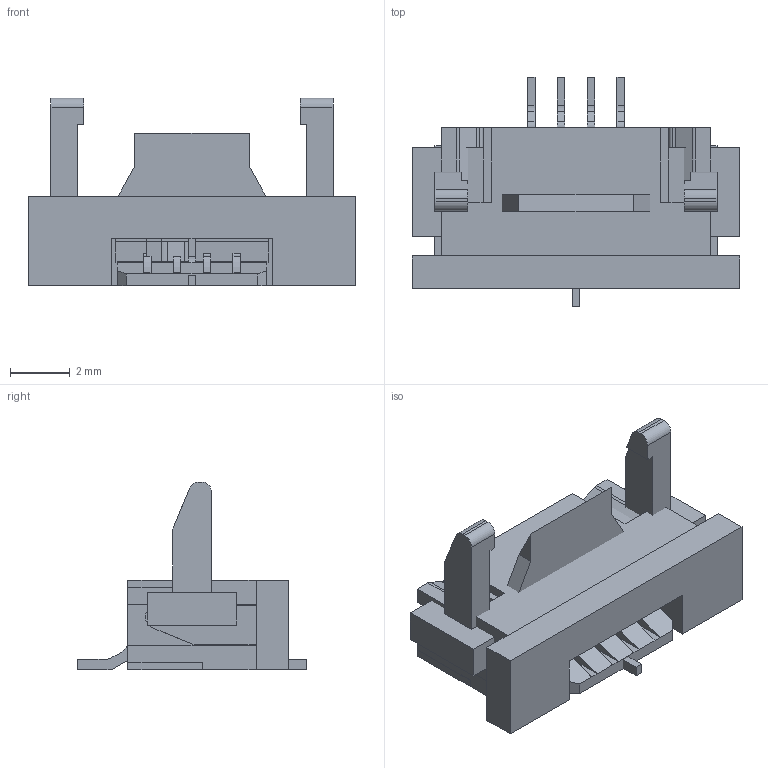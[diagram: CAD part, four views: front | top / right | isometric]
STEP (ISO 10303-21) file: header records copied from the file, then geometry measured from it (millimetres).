
FILE_DESCRIPTION( ( 'Unknown' ), '1' );
FILE_NAME( '68610414422.stp', 'Unknown', ( 'Unknown' ), ( 'Unknown' ), 'XStep 1.0', 'Unknown', ' ' );
FILE_SCHEMA( ( 'automotive_design' ) );
Length unit declared in the file: millimetre
Products named in the file (6): Assem1; Gehäuse; Verschluss; Pin1; Pin_rechts; Pin_rechts_mir
Bounding box: 11 x 7.7 x 6.31 mm (x, y, z)
Volume: 243.7 mm3; surface area: 991.1 mm2
Topology: 13 solids, 13 shells, 617 faces, 1781 edges, 1170 vertices
Faces by surface type: plane 415, cylinder 202
Entity records: 8915 total; most frequent: CARTESIAN_POINT 1529, ORIENTED_EDGE 1520, DIRECTION 1464, EDGE_CURVE 760, LINE 598, VECTOR 598, VERTEX_POINT 498, AXIS2_PLACEMENT_3D 433
